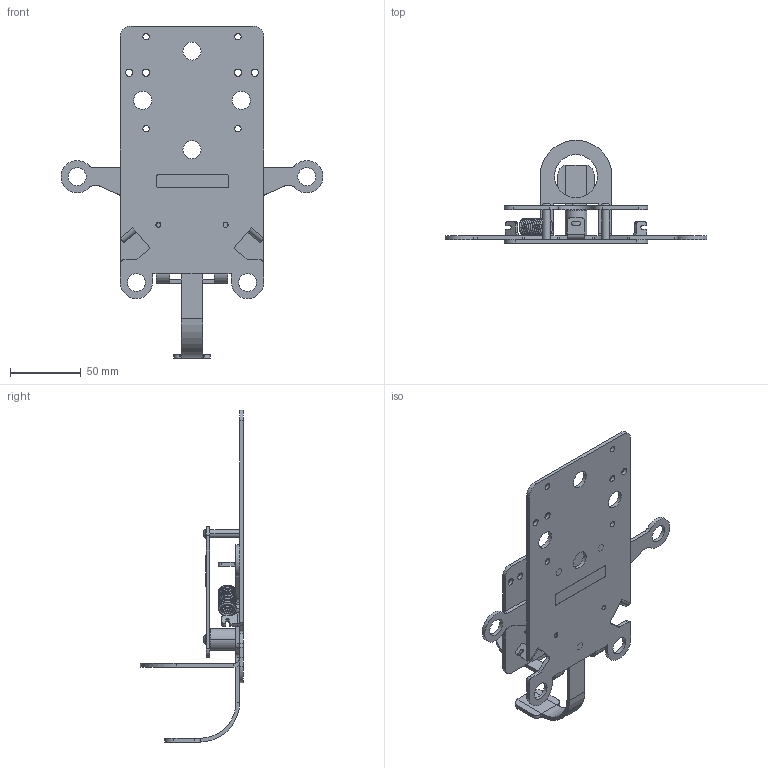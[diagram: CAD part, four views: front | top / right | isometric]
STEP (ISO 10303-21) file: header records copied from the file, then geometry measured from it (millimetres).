
FILE_DESCRIPTION((''),'2;1');
FILE_NAME('152514_SW','2010-06-28T',('banengservice'),('BANNER ENGINEERING'),'PRO/ENGINEER BY PARAMETRIC TECHNOLOGY CORPORATION, 2009141','PRO/ENGINEER BY PARAMETRIC TECHNOLOGY CORPORATION, 2009141','');
FILE_SCHEMA(('CONFIG_CONTROL_DESIGN'));
Length unit declared in the file: inch
Products named in the file (1): 152514_SW
Bounding box: 185.42 x 73.3 x 235.07 mm (x, y, z)
Volume: 99669.7 mm3; surface area: 74359.2 mm2
Topology: 1 solids, 1 shells, 431 faces, 1154 edges, 731 vertices
Faces by surface type: plane 190, cylinder 178, cone 37, bspline 15, torus 6, sphere 5
Entity records: 29618 total; most frequent: CARTESIAN_POINT 18770, ORIENTED_EDGE 2308, DIRECTION 2199, EDGE_CURVE 1154, AXIS2_PLACEMENT_3D 825, VERTEX_POINT 731, VECTOR 549, LINE 549
